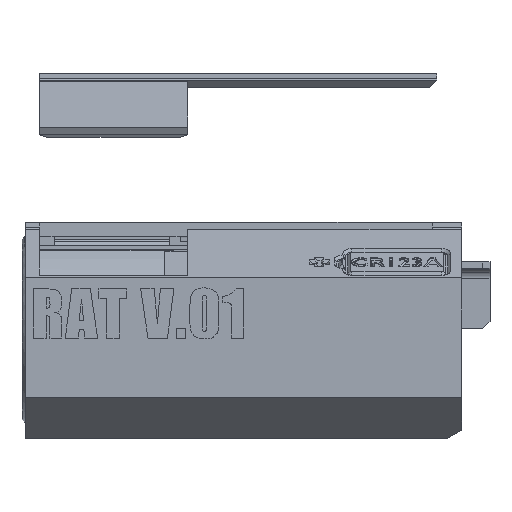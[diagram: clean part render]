
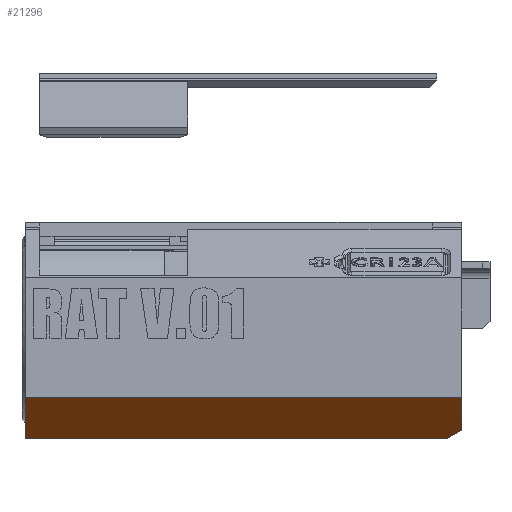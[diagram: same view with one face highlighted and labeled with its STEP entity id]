
A CAD part, front view. The second image highlights one B-rep face of the part: STEP entity #21296.
In plain terms, the highlighted planar face has unit normal (0, -0.5, -0.866).
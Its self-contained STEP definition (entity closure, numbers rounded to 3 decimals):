
#674=PLANE('',#22475);
#1785=FACE_OUTER_BOUND('',#2929,.T.);
#2929=EDGE_LOOP('',(#16877,#16878,#16879,#16880,#16881));
#4347=LINE('',#34413,#6935);
#4521=LINE('',#34808,#7109);
#4795=LINE('',#36304,#7383);
#4949=LINE('',#36831,#7537);
#5117=LINE('',#40848,#7705);
#6935=VECTOR('',#23384,10.);
#7109=VECTOR('',#23682,10.);
#7383=VECTOR('',#24130,10.);
#7537=VECTOR('',#24472,10.);
#7705=VECTOR('',#24906,10.);
#9547=VERTEX_POINT('',#34410);
#9548=VERTEX_POINT('',#34412);
#9700=VERTEX_POINT('',#34805);
#9701=VERTEX_POINT('',#34807);
#10085=VERTEX_POINT('',#36829);
#11634=EDGE_CURVE('',#9548,#9547,#4347,.T.);
#11830=EDGE_CURVE('',#9701,#9700,#4521,.T.);
#12195=EDGE_CURVE('',#9547,#9701,#4795,.T.);
#12398=EDGE_CURVE('',#9700,#10085,#4949,.T.);
#12633=EDGE_CURVE('',#9548,#10085,#5117,.T.);
#16877=ORIENTED_EDGE('',*,*,#12398,.T.);
#16878=ORIENTED_EDGE('',*,*,#12633,.F.);
#16879=ORIENTED_EDGE('',*,*,#11634,.T.);
#16880=ORIENTED_EDGE('',*,*,#12195,.T.);
#16881=ORIENTED_EDGE('',*,*,#11830,.T.);
#21296=ADVANCED_FACE('',(#1785),#674,.T.);
#22475=AXIS2_PLACEMENT_3D('',#40863,#24927,#24928);
#23384=DIRECTION('',(0.,-0.866,0.5));
#23682=DIRECTION('',(0.,0.866,-0.5));
#24130=DIRECTION('',(-1.,0.,0.));
#24472=DIRECTION('',(1.,0.,0.));
#24906=DIRECTION('',(-0.655,0.655,-0.378));
#24927=DIRECTION('center_axis',(0.,-0.5,-0.866));
#24928=DIRECTION('ref_axis',(-1.,0.,0.));
#34410=CARTESIAN_POINT('',(33.05,-9.15,-6.849));
#34412=CARTESIAN_POINT('',(33.05,-1.15,-11.468));
#34413=CARTESIAN_POINT('',(33.05,3.085,-13.913));
#34805=CARTESIAN_POINT('',(-29.,0.85,-12.623));
#34807=CARTESIAN_POINT('',(-29.,-9.15,-6.849));
#34808=CARTESIAN_POINT('',(-29.,7.784,-16.626));
#36304=CARTESIAN_POINT('',(-7.194,-9.15,-6.849));
#36829=CARTESIAN_POINT('',(31.05,0.85,-12.623));
#36831=CARTESIAN_POINT('',(33.05,0.85,-12.623));
#40848=CARTESIAN_POINT('',(25.53,6.37,-15.809));
#40863=CARTESIAN_POINT('Origin',(33.05,-4.15,-9.736));
